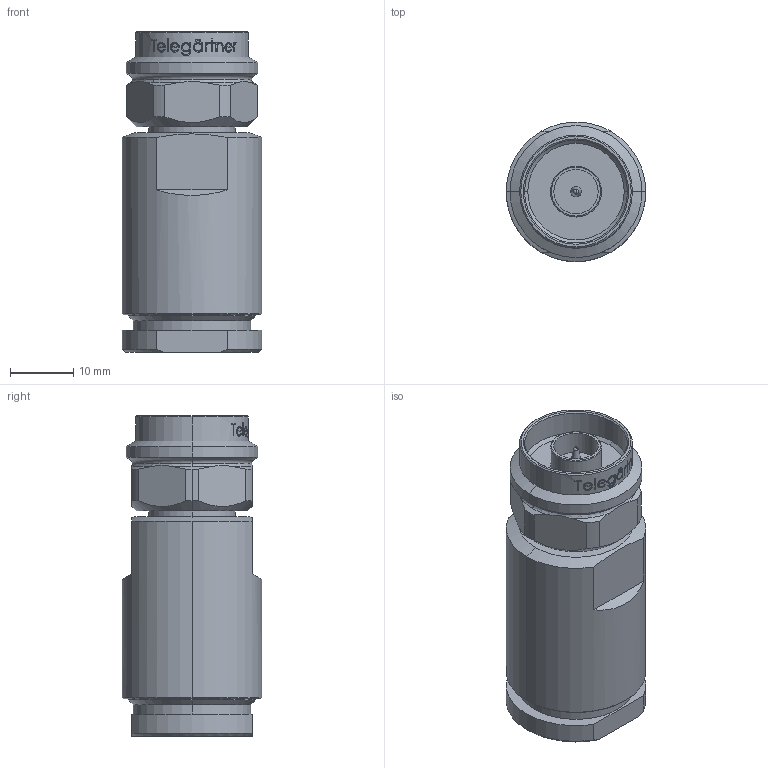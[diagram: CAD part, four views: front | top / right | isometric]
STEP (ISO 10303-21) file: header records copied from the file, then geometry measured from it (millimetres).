
FILE_DESCRIPTION (( 'STEP AP214' ), '1' );
FILE_NAME ('J01020D0029.STEP', '2018-11-19T09:07:40', ( '' ), ( '' ), 'SwSTEP 2.0', 'SolidWorks 2017', '' );
FILE_SCHEMA (( 'AUTOMOTIVE_DESIGN' ));
Length unit declared in the file: millimetre
Products named in the file (1): J01020D0029
Bounding box: 22 x 22 x 50.52 mm (x, y, z)
Volume: 14965.3 mm3; surface area: 5159 mm2
Topology: 1 solids, 1 shells, 253 faces, 640 edges, 416 vertices
Faces by surface type: bspline 83, plane 80, cylinder 50, cone 30, torus 8, sphere 2
Entity records: 18313 total; most frequent: CARTESIAN_POINT 10111, ORIENTED_EDGE 1280, DIRECTION 858, EDGE_CURVE 640, VERTEX_POINT 416, AXIS2_PLACEMENT_3D 342, B_SPLINE_CURVE_WITH_KNOTS 293, EDGE_LOOP 280
